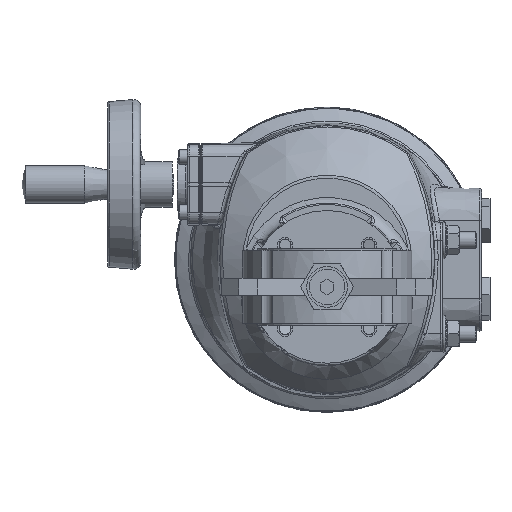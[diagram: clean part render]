
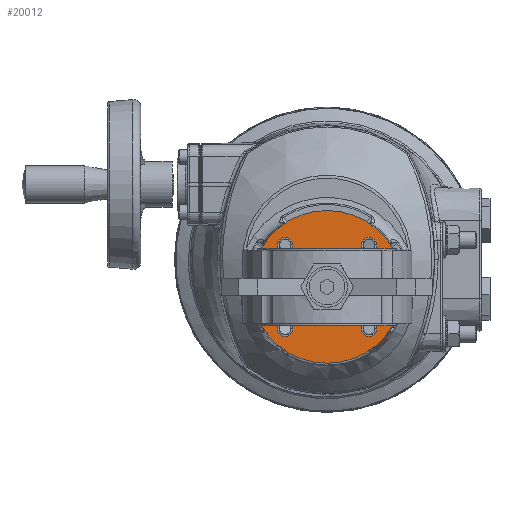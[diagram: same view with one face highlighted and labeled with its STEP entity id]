
A CAD part, front view. The second image highlights one B-rep face of the part: STEP entity #20012.
In plain terms, the highlighted planar face has unit normal (0, -1, 0).
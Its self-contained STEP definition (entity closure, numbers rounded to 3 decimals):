
#191=FACE_BOUND('',#5622,.T.);
#192=FACE_BOUND('',#5623,.T.);
#193=FACE_BOUND('',#5624,.T.);
#194=FACE_BOUND('',#5625,.T.);
#195=FACE_BOUND('',#5626,.T.);
#278=PLANE('',#21304);
#1136=LINE('',#28850,#2431);
#1270=LINE('',#30158,#2565);
#1271=LINE('',#30160,#2566);
#1272=LINE('',#30162,#2567);
#1273=LINE('',#30164,#2568);
#1274=LINE('',#30166,#2569);
#1275=LINE('',#30168,#2570);
#1276=LINE('',#30170,#2571);
#1277=LINE('',#30172,#2572);
#1278=LINE('',#30174,#2573);
#1279=LINE('',#30175,#2574);
#1280=LINE('',#30176,#2575);
#2431=VECTOR('',#23261,1000.);
#2565=VECTOR('',#23451,1000.);
#2566=VECTOR('',#23452,1000.);
#2567=VECTOR('',#23453,1000.);
#2568=VECTOR('',#23454,1000.);
#2569=VECTOR('',#23455,1000.);
#2570=VECTOR('',#23456,1000.);
#2571=VECTOR('',#23457,1000.);
#2572=VECTOR('',#23458,1000.);
#2573=VECTOR('',#23459,1000.);
#2574=VECTOR('',#23460,1000.);
#2575=VECTOR('',#23461,1000.);
#4466=FACE_OUTER_BOUND('',#5621,.T.);
#5621=EDGE_LOOP('',(#14321));
#5622=EDGE_LOOP('',(#14322,#14323,#14324,#14325,#14326,#14327,#14328,#14329,
#14330,#14331,#14332,#14333));
#5623=EDGE_LOOP('',(#14334));
#5624=EDGE_LOOP('',(#14335));
#5625=EDGE_LOOP('',(#14336));
#5626=EDGE_LOOP('',(#14337));
#7723=CIRCLE('',#21208,4.5);
#7725=CIRCLE('',#21211,4.5);
#7727=CIRCLE('',#21214,4.5);
#7729=CIRCLE('',#21217,4.5);
#7732=CIRCLE('',#21221,45.);
#8715=VERTEX_POINT('',#28643);
#8717=VERTEX_POINT('',#28649);
#8719=VERTEX_POINT('',#28655);
#8721=VERTEX_POINT('',#28661);
#8724=VERTEX_POINT('',#28669);
#8767=VERTEX_POINT('',#28847);
#8768=VERTEX_POINT('',#28849);
#8978=VERTEX_POINT('',#30156);
#8979=VERTEX_POINT('',#30157);
#8980=VERTEX_POINT('',#30159);
#8981=VERTEX_POINT('',#30161);
#8982=VERTEX_POINT('',#30163);
#8983=VERTEX_POINT('',#30165);
#8984=VERTEX_POINT('',#30167);
#8985=VERTEX_POINT('',#30169);
#8986=VERTEX_POINT('',#30171);
#8987=VERTEX_POINT('',#30173);
#10787=EDGE_CURVE('',#8715,#8715,#7723,.T.);
#10790=EDGE_CURVE('',#8717,#8717,#7725,.T.);
#10793=EDGE_CURVE('',#8719,#8719,#7727,.T.);
#10796=EDGE_CURVE('',#8721,#8721,#7729,.T.);
#10801=EDGE_CURVE('',#8724,#8724,#7732,.T.);
#10871=EDGE_CURVE('',#8767,#8768,#1136,.T.);
#11088=EDGE_CURVE('',#8978,#8979,#1270,.T.);
#11089=EDGE_CURVE('',#8978,#8980,#1271,.T.);
#11090=EDGE_CURVE('',#8980,#8981,#1272,.T.);
#11091=EDGE_CURVE('',#8981,#8982,#1273,.T.);
#11092=EDGE_CURVE('',#8983,#8982,#1274,.T.);
#11093=EDGE_CURVE('',#8984,#8983,#1275,.T.);
#11094=EDGE_CURVE('',#8984,#8985,#1276,.T.);
#11095=EDGE_CURVE('',#8986,#8985,#1277,.T.);
#11096=EDGE_CURVE('',#8987,#8986,#1278,.T.);
#11097=EDGE_CURVE('',#8768,#8987,#1279,.T.);
#11098=EDGE_CURVE('',#8767,#8979,#1280,.T.);
#14321=ORIENTED_EDGE('',*,*,#10801,.F.);
#14322=ORIENTED_EDGE('',*,*,#11088,.F.);
#14323=ORIENTED_EDGE('',*,*,#11089,.T.);
#14324=ORIENTED_EDGE('',*,*,#11090,.T.);
#14325=ORIENTED_EDGE('',*,*,#11091,.T.);
#14326=ORIENTED_EDGE('',*,*,#11092,.F.);
#14327=ORIENTED_EDGE('',*,*,#11093,.F.);
#14328=ORIENTED_EDGE('',*,*,#11094,.T.);
#14329=ORIENTED_EDGE('',*,*,#11095,.F.);
#14330=ORIENTED_EDGE('',*,*,#11096,.F.);
#14331=ORIENTED_EDGE('',*,*,#11097,.F.);
#14332=ORIENTED_EDGE('',*,*,#10871,.F.);
#14333=ORIENTED_EDGE('',*,*,#11098,.T.);
#14334=ORIENTED_EDGE('',*,*,#10787,.T.);
#14335=ORIENTED_EDGE('',*,*,#10790,.T.);
#14336=ORIENTED_EDGE('',*,*,#10793,.T.);
#14337=ORIENTED_EDGE('',*,*,#10796,.T.);
#20012=ADVANCED_FACE('',(#4466,#191,#192,#193,#194,#195),#278,.F.);
#21208=AXIS2_PLACEMENT_3D('',#28644,#23095,#23096);
#21211=AXIS2_PLACEMENT_3D('',#28650,#23102,#23103);
#21214=AXIS2_PLACEMENT_3D('',#28656,#23109,#23110);
#21217=AXIS2_PLACEMENT_3D('',#28662,#23116,#23117);
#21221=AXIS2_PLACEMENT_3D('',#28671,#23126,#23127);
#21304=AXIS2_PLACEMENT_3D('',#30155,#23449,#23450);
#23095=DIRECTION('center_axis',(0.,1.,0.));
#23096=DIRECTION('ref_axis',(0.,0.,1.));
#23102=DIRECTION('center_axis',(0.,1.,0.));
#23103=DIRECTION('ref_axis',(0.,0.,1.));
#23109=DIRECTION('center_axis',(0.,1.,0.));
#23110=DIRECTION('ref_axis',(0.,0.,1.));
#23116=DIRECTION('center_axis',(0.,1.,0.));
#23117=DIRECTION('ref_axis',(0.,0.,1.));
#23126=DIRECTION('center_axis',(0.,1.,0.));
#23127=DIRECTION('ref_axis',(0.,0.,1.));
#23261=DIRECTION('',(-1.,0.,0.));
#23449=DIRECTION('center_axis',(0.,1.,0.));
#23450=DIRECTION('ref_axis',(0.,0.,1.));
#23451=DIRECTION('',(-1.,0.,0.));
#23452=DIRECTION('',(0.,0.,-1.));
#23453=DIRECTION('',(-1.,0.,0.));
#23454=DIRECTION('',(0.,0.,-1.));
#23455=DIRECTION('',(1.,0.,0.));
#23456=DIRECTION('',(0.,0.,-1.));
#23457=DIRECTION('',(-1.,0.,0.));
#23458=DIRECTION('',(0.,0.,-1.));
#23459=DIRECTION('',(-1.,0.,0.));
#23460=DIRECTION('',(0.,0.,-1.));
#23461=DIRECTION('',(0.,0.,-1.));
#28643=CARTESIAN_POINT('',(-24.749,106.,-29.249));
#28644=CARTESIAN_POINT('Origin',(-24.749,106.,-24.749));
#28649=CARTESIAN_POINT('',(-24.749,106.,20.249));
#28650=CARTESIAN_POINT('Origin',(-24.749,106.,24.749));
#28655=CARTESIAN_POINT('',(24.749,106.,20.249));
#28656=CARTESIAN_POINT('Origin',(24.749,106.,24.749));
#28661=CARTESIAN_POINT('',(24.749,106.,-29.249));
#28662=CARTESIAN_POINT('Origin',(24.749,106.,-24.749));
#28669=CARTESIAN_POINT('',(0.,106.,-45.));
#28671=CARTESIAN_POINT('Origin',(0.,106.,0.));
#28847=CARTESIAN_POINT('',(17.,106.,13.5));
#28849=CARTESIAN_POINT('',(-17.,106.,13.5));
#28850=CARTESIAN_POINT('',(7.794,106.,13.5));
#30155=CARTESIAN_POINT('Origin',(0.,106.,0.));
#30156=CARTESIAN_POINT('',(26.,106.,5.));
#30157=CARTESIAN_POINT('',(17.,106.,5.));
#30158=CARTESIAN_POINT('',(-26.,106.,5.));
#30159=CARTESIAN_POINT('',(26.,106.,-5.));
#30160=CARTESIAN_POINT('',(26.,106.,5.));
#30161=CARTESIAN_POINT('',(17.,106.,-5.));
#30162=CARTESIAN_POINT('',(-26.,106.,-5.));
#30163=CARTESIAN_POINT('',(17.,106.,-13.5));
#30164=CARTESIAN_POINT('',(17.,106.,13.5));
#30165=CARTESIAN_POINT('',(-17.,106.,-13.5));
#30166=CARTESIAN_POINT('',(-7.794,106.,-13.5));
#30167=CARTESIAN_POINT('',(-17.,106.,-5.));
#30168=CARTESIAN_POINT('',(-17.,106.,13.5));
#30169=CARTESIAN_POINT('',(-26.,106.,-5.));
#30170=CARTESIAN_POINT('',(-26.,106.,-5.));
#30171=CARTESIAN_POINT('',(-26.,106.,5.));
#30172=CARTESIAN_POINT('',(-26.,106.,5.));
#30173=CARTESIAN_POINT('',(-17.,106.,5.));
#30174=CARTESIAN_POINT('',(-26.,106.,5.));
#30175=CARTESIAN_POINT('',(-17.,106.,13.5));
#30176=CARTESIAN_POINT('',(17.,106.,13.5));
